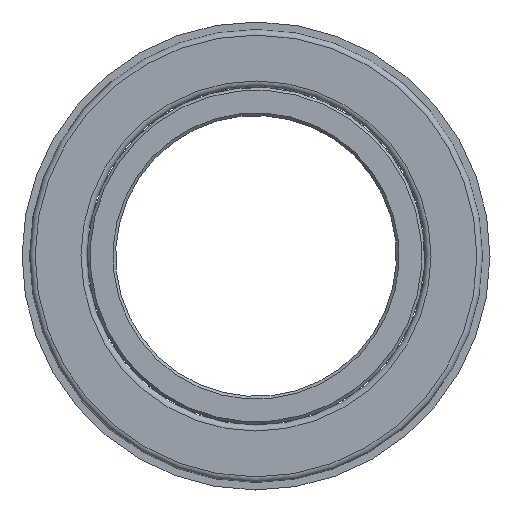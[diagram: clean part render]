
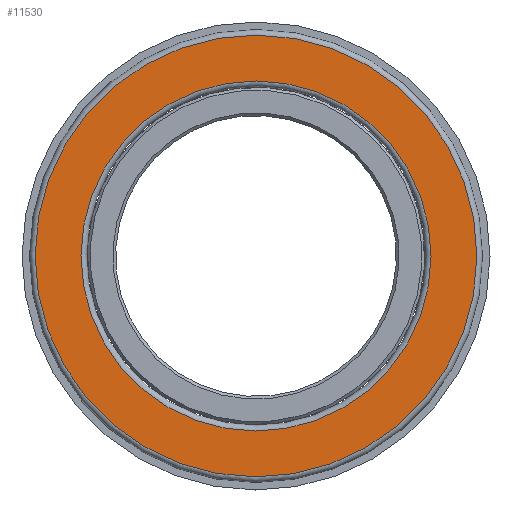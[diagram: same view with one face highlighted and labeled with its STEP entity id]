
A CAD part, left-side view. The second image highlights one B-rep face of the part: STEP entity #11530.
In plain terms, the highlighted face is planar.
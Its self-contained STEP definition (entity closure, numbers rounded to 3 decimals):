
#206=FACE_BOUND('',#1446,.T.);
#395=PLANE('',#12650);
#843=FACE_OUTER_BOUND('',#1445,.T.);
#1445=EDGE_LOOP('',(#7969,#7970));
#1446=EDGE_LOOP('',(#7971,#7972));
#4541=CIRCLE('',#12647,18.7);
#4542=CIRCLE('',#12648,18.7);
#4544=CIRCLE('',#12651,23.6);
#4545=CIRCLE('',#12652,23.6);
#5018=VERTEX_POINT('',#17535);
#5019=VERTEX_POINT('',#17536);
#5020=VERTEX_POINT('',#17541);
#5021=VERTEX_POINT('',#17542);
#6193=EDGE_CURVE('',#5018,#5019,#4541,.T.);
#6194=EDGE_CURVE('',#5019,#5018,#4542,.T.);
#6196=EDGE_CURVE('',#5020,#5021,#4544,.T.);
#6197=EDGE_CURVE('',#5021,#5020,#4545,.T.);
#7969=ORIENTED_EDGE('',*,*,#6196,.F.);
#7970=ORIENTED_EDGE('',*,*,#6197,.F.);
#7971=ORIENTED_EDGE('',*,*,#6193,.T.);
#7972=ORIENTED_EDGE('',*,*,#6194,.T.);
#11530=ADVANCED_FACE('',(#843,#206),#395,.T.);
#12647=AXIS2_PLACEMENT_3D('',#17537,#13942,#13943);
#12648=AXIS2_PLACEMENT_3D('',#17538,#13944,#13945);
#12650=AXIS2_PLACEMENT_3D('',#17540,#13948,#13949);
#12651=AXIS2_PLACEMENT_3D('',#17543,#13950,#13951);
#12652=AXIS2_PLACEMENT_3D('',#17544,#13952,#13953);
#13942=DIRECTION('center_axis',(0.,1.,0.));
#13943=DIRECTION('ref_axis',(1.,0.,0.));
#13944=DIRECTION('center_axis',(0.,1.,0.));
#13945=DIRECTION('ref_axis',(1.,0.,0.));
#13948=DIRECTION('center_axis',(0.,-1.,0.));
#13949=DIRECTION('ref_axis',(0.,0.,-1.));
#13950=DIRECTION('center_axis',(0.,1.,0.));
#13951=DIRECTION('ref_axis',(1.,0.,0.));
#13952=DIRECTION('center_axis',(0.,1.,0.));
#13953=DIRECTION('ref_axis',(1.,0.,0.));
#17535=CARTESIAN_POINT('',(-18.7,0.,0.));
#17536=CARTESIAN_POINT('',(0.,0.,
-18.7));
#17537=CARTESIAN_POINT('Origin',(0.,0.,0.));
#17538=CARTESIAN_POINT('Origin',(0.,0.,0.));
#17540=CARTESIAN_POINT('Origin',(-23.6,0.,0.));
#17541=CARTESIAN_POINT('',(-23.6,0.,0.));
#17542=CARTESIAN_POINT('',(0.,0.,
-23.6));
#17543=CARTESIAN_POINT('Origin',(0.,0.,0.));
#17544=CARTESIAN_POINT('Origin',(0.,0.,0.));
